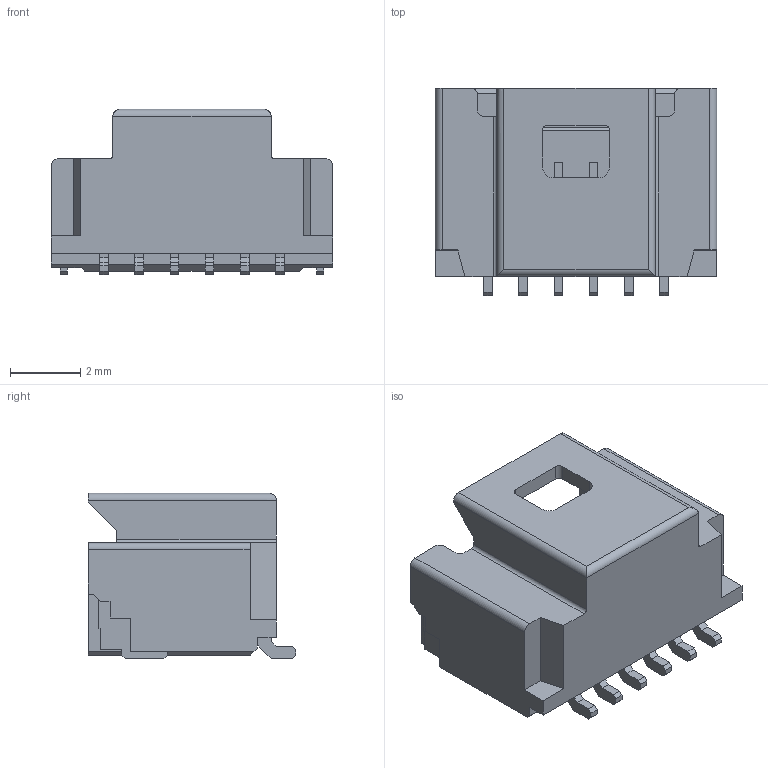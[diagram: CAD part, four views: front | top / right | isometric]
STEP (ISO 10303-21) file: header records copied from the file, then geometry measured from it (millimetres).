
FILE_DESCRIPTION( ( 'STEP AP214' ), '1' );
FILE_NAME( 'psolqas_10772_36.stp', '2020-07-09T12:57:54', ( 'License CC BY-ND 4.0' ), ( 'CADENAS' ), ' ', 'PARTsolutions', ' ' );
FILE_SCHEMA( ( 'AUTOMOTIVE_DESIGN { 1 0 10303 214 1 1 1 1 }' ) );
Length unit declared in the file: metre
Products named in the file (1): 1
Bounding box: 8 x 5.9 x 4.7 mm (x, y, z)
Volume: 82.5 mm3; surface area: 298.6 mm2
Topology: 1 solids, 1 shells, 229 faces, 641 edges, 420 vertices
Faces by surface type: plane 210, cylinder 15, cone 4
Entity records: 7244 total; most frequent: CARTESIAN_POINT 1311, ORIENTED_EDGE 1282, DIRECTION 1129, EDGE_CURVE 641, LINE 609, VECTOR 609, VERTEX_POINT 420, AXIS2_PLACEMENT_3D 260
